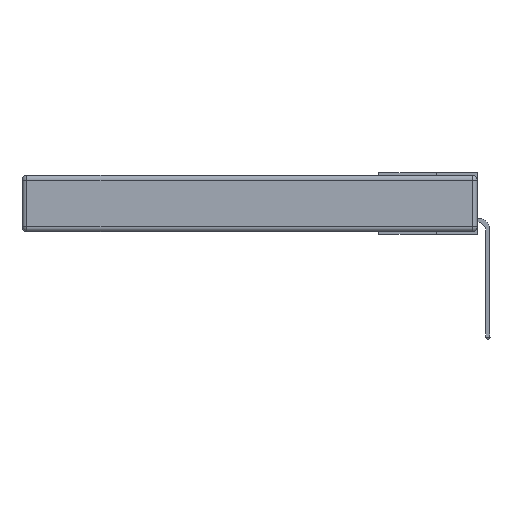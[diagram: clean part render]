
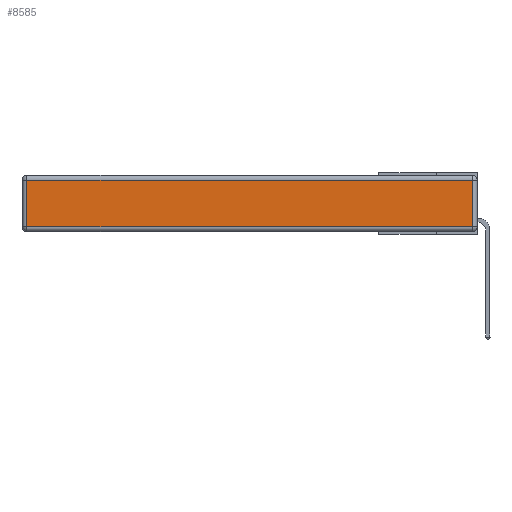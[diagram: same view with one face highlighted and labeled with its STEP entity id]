
A CAD part, left-side view. The second image highlights one B-rep face of the part: STEP entity #8585.
In plain terms, the highlighted planar face has unit normal (-1, 0, 0).
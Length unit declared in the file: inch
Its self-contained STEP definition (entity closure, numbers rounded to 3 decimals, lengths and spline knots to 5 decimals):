
#951 = CARTESIAN_POINT ( 'NONE',  ( 0., 0.03, -0.313 ) ) ;
#1148 = DIRECTION ( 'NONE',  ( 0., 0., 1. ) ) ;
#1297 = VECTOR ( 'NONE', #3738, 39.37008 ) ;
#1436 = ORIENTED_EDGE ( 'NONE', *, *, #4417, .T. ) ;
#1505 = ORIENTED_EDGE ( 'NONE', *, *, #2376, .T. ) ;
#1673 = CARTESIAN_POINT ( 'NONE',  ( 0., 0.03, -0.343 ) ) ;
#2101 = EDGE_CURVE ( 'NONE', #11360, #3966, #15715, .T. ) ;
#2376 = EDGE_CURVE ( 'NONE', #8558, #11360, #8980, .T. ) ;
#2420 = AXIS2_PLACEMENT_3D ( 'NONE', #11419, #11367, #1148 ) ;
#2836 = DIRECTION ( 'NONE',  ( 0., 0., 1. ) ) ;
#3731 = CARTESIAN_POINT ( 'NONE',  ( 0., 0.03, -0.03 ) ) ;
#3738 = DIRECTION ( 'NONE',  ( 0., -1., 0. ) ) ;
#3966 = VERTEX_POINT ( 'NONE', #10380 ) ;
#4417 = EDGE_CURVE ( 'NONE', #6720, #8558, #6000, .T. ) ;
#5374 = VECTOR ( 'NONE', #2836, 39.37008 ) ;
#6000 = LINE ( 'NONE', #1673, #5374 ) ;
#6087 = VECTOR ( 'NONE', #13101, 39.37008 ) ;
#6720 = VERTEX_POINT ( 'NONE', #951 ) ;
#7045 = ORIENTED_EDGE ( 'NONE', *, *, #11273, .T. ) ;
#7870 = CARTESIAN_POINT ( 'NONE',  ( 0., 2.72, -0.343 ) ) ;
#7946 = ORIENTED_EDGE ( 'NONE', *, *, #2101, .T. ) ;
#8225 = LINE ( 'NONE', #12837, #1297 ) ;
#8558 = VERTEX_POINT ( 'NONE', #3731 ) ;
#8585 = ADVANCED_FACE ( 'NONE', ( #12671 ), #8794, .T. ) ;
#8794 = PLANE ( 'NONE',  #2420 ) ;
#8980 = LINE ( 'NONE', #11524, #15070 ) ;
#10380 = CARTESIAN_POINT ( 'NONE',  ( 0., 2.72, -0.313 ) ) ;
#11273 = EDGE_CURVE ( 'NONE', #3966, #6720, #8225, .T. ) ;
#11360 = VERTEX_POINT ( 'NONE', #16702 ) ;
#11367 = DIRECTION ( 'NONE',  ( -1., 0., 0. ) ) ;
#11419 = CARTESIAN_POINT ( 'NONE',  ( 0., 0., -0.343 ) ) ;
#11524 = CARTESIAN_POINT ( 'NONE',  ( 0., 2.75, -0.03 ) ) ;
#12671 = FACE_OUTER_BOUND ( 'NONE', #13035, .T. ) ;
#12837 = CARTESIAN_POINT ( 'NONE',  ( 0., 0., -0.313 ) ) ;
#13035 = EDGE_LOOP ( 'NONE', ( #7045, #1436, #1505, #7946 ) ) ;
#13101 = DIRECTION ( 'NONE',  ( 0., 0., -1. ) ) ;
#15070 = VECTOR ( 'NONE', #16737, 39.37008 ) ;
#15715 = LINE ( 'NONE', #7870, #6087 ) ;
#16702 = CARTESIAN_POINT ( 'NONE',  ( 0., 2.72, -0.03 ) ) ;
#16737 = DIRECTION ( 'NONE',  ( 0., 1., 0. ) ) ;
